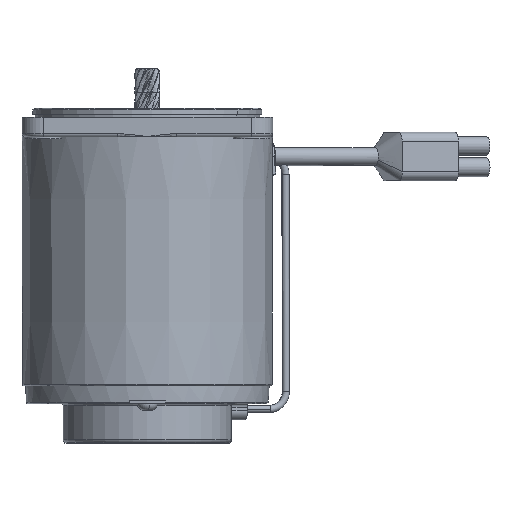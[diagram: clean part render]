
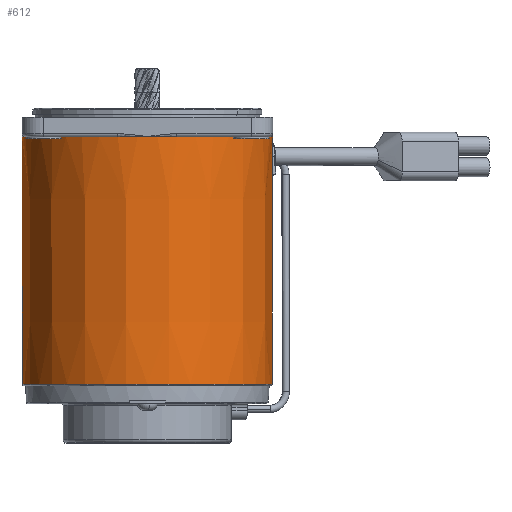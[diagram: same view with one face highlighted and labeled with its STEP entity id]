
A CAD part, left-side view. The second image highlights one B-rep face of the part: STEP entity #612.
In plain terms, the highlighted conical face has half-angle 0.1 degrees and reference radius 34.869 mm.
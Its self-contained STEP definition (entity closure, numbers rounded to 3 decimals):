
#603 = ORIENTED_EDGE ( 'NONE', *, *, #626, .T. ) ;
#612 = ADVANCED_FACE ( 'NONE', ( #7637 ), #7357, .T. ) ;
#616 = ORIENTED_EDGE ( 'NONE', *, *, #617, .T. ) ;
#617 = EDGE_CURVE ( 'NONE', #627, #636, #7671, .T. ) ;
#618 = EDGE_LOOP ( 'NONE', ( #603, #635, #634, #616, #623, #663, #622, #656 ) ) ;
#622 = ORIENTED_EDGE ( 'NONE', *, *, #661, .T. ) ;
#623 = ORIENTED_EDGE ( 'NONE', *, *, #624, .T. ) ;
#624 = EDGE_CURVE ( 'NONE', #636, #638, #7655, .T. ) ;
#626 = EDGE_CURVE ( 'NONE', #631, #639, #7656, .T. ) ;
#627 = VERTEX_POINT ( 'NONE', #7669 ) ;
#629 = VERTEX_POINT ( 'NONE', #7649 ) ;
#631 = VERTEX_POINT ( 'NONE', #7703 ) ;
#632 = VERTEX_POINT ( 'NONE', #7706 ) ;
#633 = EDGE_CURVE ( 'NONE', #639, #632, #7705, .T. ) ;
#634 = ORIENTED_EDGE ( 'NONE', *, *, #637, .T. ) ;
#635 = ORIENTED_EDGE ( 'NONE', *, *, #633, .T. ) ;
#636 = VERTEX_POINT ( 'NONE', #7694 ) ;
#637 = EDGE_CURVE ( 'NONE', #632, #627, #7695, .T. ) ;
#638 = VERTEX_POINT ( 'NONE', #7698 ) ;
#639 = VERTEX_POINT ( 'NONE', #7697 ) ;
#656 = ORIENTED_EDGE ( 'NONE', *, *, #660, .F. ) ;
#660 = EDGE_CURVE ( 'NONE', #631, #629, #7713, .T. ) ;
#661 = EDGE_CURVE ( 'NONE', #770, #629, #7729, .T. ) ;
#663 = ORIENTED_EDGE ( 'NONE', *, *, #772, .T. ) ;
#770 = VERTEX_POINT ( 'NONE', #8420 ) ;
#772 = EDGE_CURVE ( 'NONE', #638, #770, #8440, .T. ) ;
#7354 = CARTESIAN_POINT ( 'NONE',  ( 0., 0., -75.001 ) ) ;
#7357 = CONICAL_SURFACE ( 'NONE', #7373, 34.869, 0.002 ) ;
#7359 = DIRECTION ( 'NONE',  ( 1., 0., 0. ) ) ;
#7360 = DIRECTION ( 'NONE',  ( 0., 0., 1. ) ) ;
#7373 = AXIS2_PLACEMENT_3D ( 'NONE', #7354, #7360, #7359 ) ;
#7637 = FACE_OUTER_BOUND ( 'NONE', #618, .T. ) ;
#7649 = CARTESIAN_POINT ( 'NONE',  ( 34.99, 0., -6. ) ) ;
#7650 = AXIS2_PLACEMENT_3D ( 'NONE', #7689, #7688, #7687 ) ;
#7652 = DIRECTION ( 'NONE',  ( -1., 0., 0. ) ) ;
#7653 = DIRECTION ( 'NONE',  ( 0., 0., -1. ) ) ;
#7654 = AXIS2_PLACEMENT_3D ( 'NONE', #7670, #7653, #7652 ) ;
#7655 = CIRCLE ( 'NONE', #7654, 34.99 ) ;
#7656 = CIRCLE ( 'NONE', #7660, 34.869 ) ;
#7660 = AXIS2_PLACEMENT_3D ( 'NONE', #7667, #7708, #7707 ) ;
#7663 = DIRECTION ( 'NONE',  ( -1., 0., 0. ) ) ;
#7664 = DIRECTION ( 'NONE',  ( 0., 0., -1. ) ) ;
#7665 = CARTESIAN_POINT ( 'NONE',  ( 0., 0., -6. ) ) ;
#7666 = AXIS2_PLACEMENT_3D ( 'NONE', #7665, #7664, #7663 ) ;
#7667 = CARTESIAN_POINT ( 'NONE',  ( 0., 0., -75.001 ) ) ;
#7669 = CARTESIAN_POINT ( 'NONE',  ( -34., 8.262, -6. ) ) ;
#7670 = CARTESIAN_POINT ( 'NONE',  ( 0., 0., -6. ) ) ;
#7671 = CIRCLE ( 'NONE', #7666, 34.99 ) ;
#7687 = DIRECTION ( 'NONE',  ( -1., 0., 0. ) ) ;
#7688 = DIRECTION ( 'NONE',  ( 0., 0., -1. ) ) ;
#7689 = CARTESIAN_POINT ( 'NONE',  ( 0., 0., -6. ) ) ;
#7692 = DIRECTION ( 'NONE',  ( -0.002, 0., 1. ) ) ;
#7693 = VECTOR ( 'NONE', #7692, 1000. ) ;
#7694 = CARTESIAN_POINT ( 'NONE',  ( -8.262, 34., -6. ) ) ;
#7695 = CIRCLE ( 'NONE', #7650, 34.99 ) ;
#7697 = CARTESIAN_POINT ( 'NONE',  ( -34.869, 0., -75.001 ) ) ;
#7698 = CARTESIAN_POINT ( 'NONE',  ( 8.262, 34., -6. ) ) ;
#7703 = CARTESIAN_POINT ( 'NONE',  ( 34.869, 0., -75.001 ) ) ;
#7704 = CARTESIAN_POINT ( 'NONE',  ( -34.869, 0., -75.001 ) ) ;
#7705 = LINE ( 'NONE', #7704, #7693 ) ;
#7706 = CARTESIAN_POINT ( 'NONE',  ( -34.99, 0., -6. ) ) ;
#7707 = DIRECTION ( 'NONE',  ( 1., 0., 0. ) ) ;
#7708 = DIRECTION ( 'NONE',  ( 0., 0., 1. ) ) ;
#7713 = LINE ( 'NONE', #7762, #7761 ) ;
#7718 = AXIS2_PLACEMENT_3D ( 'NONE', #7758, #7757, #7756 ) ;
#7729 = CIRCLE ( 'NONE', #7718, 34.99 ) ;
#7756 = DIRECTION ( 'NONE',  ( -1., 0., 0. ) ) ;
#7757 = DIRECTION ( 'NONE',  ( 0., 0., -1. ) ) ;
#7758 = CARTESIAN_POINT ( 'NONE',  ( 0., 0., -6. ) ) ;
#7760 = DIRECTION ( 'NONE',  ( 0.002, 0., 1. ) ) ;
#7761 = VECTOR ( 'NONE', #7760, 1000. ) ;
#7762 = CARTESIAN_POINT ( 'NONE',  ( 34.869, 0., -75.001 ) ) ;
#8354 = AXIS2_PLACEMENT_3D ( 'NONE', #8410, #8409, #8408 ) ;
#8408 = DIRECTION ( 'NONE',  ( -1., 0., 0. ) ) ;
#8409 = DIRECTION ( 'NONE',  ( 0., 0., -1. ) ) ;
#8410 = CARTESIAN_POINT ( 'NONE',  ( 0., 0., -6. ) ) ;
#8420 = CARTESIAN_POINT ( 'NONE',  ( 34., 8.262, -6. ) ) ;
#8440 = CIRCLE ( 'NONE', #8354, 34.99 ) ;
